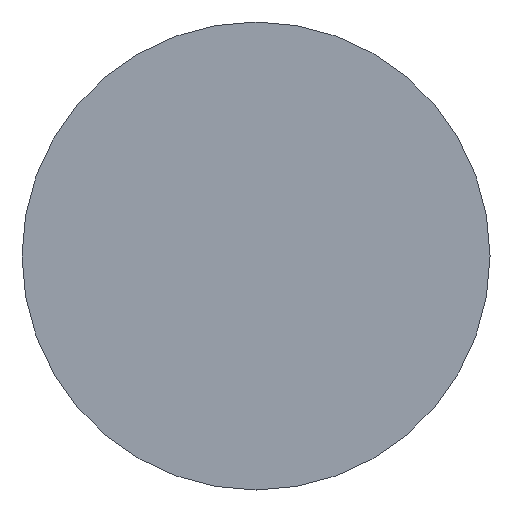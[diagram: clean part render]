
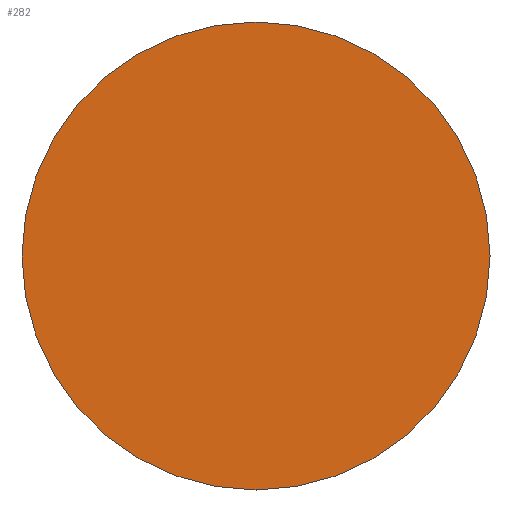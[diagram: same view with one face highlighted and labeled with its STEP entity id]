
A CAD part, front view. The second image highlights one B-rep face of the part: STEP entity #282.
In plain terms, the highlighted planar face has unit normal (0, -1, 0).
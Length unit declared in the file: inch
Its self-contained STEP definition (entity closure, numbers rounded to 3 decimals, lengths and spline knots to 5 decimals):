
#35 = VERTEX_POINT ( 'NONE', #63 ) ;
#47 = DIRECTION ( 'NONE',  ( 0., -1., 0. ) ) ;
#49 = DIRECTION ( 'NONE',  ( 0., -1., 0. ) ) ;
#63 = CARTESIAN_POINT ( 'NONE',  ( 0., 0., -0.1875 ) ) ;
#74 = CIRCLE ( 'NONE', #267, 0.1875 ) ;
#109 = PLANE ( 'NONE',  #225 ) ;
#121 = DIRECTION ( 'NONE',  ( 0., 0., -1. ) ) ;
#135 = EDGE_CURVE ( 'NONE', #309, #35, #74, .T. ) ;
#139 = EDGE_LOOP ( 'NONE', ( #242, #148 ) ) ;
#143 = CARTESIAN_POINT ( 'NONE',  ( 0., 0., 0. ) ) ;
#145 = CARTESIAN_POINT ( 'NONE',  ( 0., 0., 0.1875 ) ) ;
#148 = ORIENTED_EDGE ( 'NONE', *, *, #135, .T. ) ;
#158 = EDGE_CURVE ( 'NONE', #35, #309, #218, .T. ) ;
#164 = DIRECTION ( 'NONE',  ( 0., -1., 0. ) ) ;
#166 = CARTESIAN_POINT ( 'NONE',  ( 0., 0., 0. ) ) ;
#218 = CIRCLE ( 'NONE', #256, 0.1875 ) ;
#225 = AXIS2_PLACEMENT_3D ( 'NONE', #166, #47, #307 ) ;
#226 = FACE_OUTER_BOUND ( 'NONE', #139, .T. ) ;
#231 = DIRECTION ( 'NONE',  ( 0., 0., -1. ) ) ;
#242 = ORIENTED_EDGE ( 'NONE', *, *, #158, .T. ) ;
#256 = AXIS2_PLACEMENT_3D ( 'NONE', #143, #49, #121 ) ;
#267 = AXIS2_PLACEMENT_3D ( 'NONE', #285, #164, #231 ) ;
#282 = ADVANCED_FACE ( 'NONE', ( #226 ), #109, .T. ) ;
#285 = CARTESIAN_POINT ( 'NONE',  ( 0., 0., 0. ) ) ;
#307 = DIRECTION ( 'NONE',  ( 0., 0., -1. ) ) ;
#309 = VERTEX_POINT ( 'NONE', #145 ) ;
